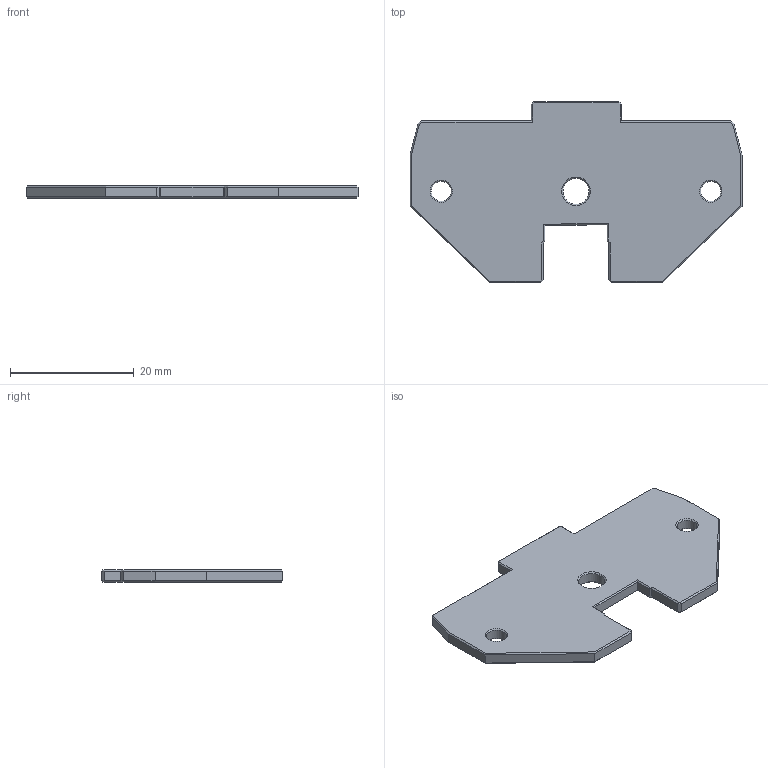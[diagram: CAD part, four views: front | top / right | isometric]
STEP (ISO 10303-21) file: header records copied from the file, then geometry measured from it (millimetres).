
FILE_DESCRIPTION(/* description */ ('STEP AP242'),/* implementation_level */ '2;1');
FILE_NAME(/* name */ 'Crossbow cutter holder + Sherpa Mini Riser- Dragon Burner v1.step',/* time_stamp */ '2025-09-14T20:47:28-05:00',/* author */ (''),/* organization */ (''),/* preprocessor_version */ 'ST-DEVELOPER v20.1',/* originating_system */ 'Autodesk Translation Framework v14.10.0.0',/* authorisation */ '');
FILE_SCHEMA (('AUTOMOTIVE_DESIGN { 1 0 10303 214 3 1 1 }'));
Length unit declared in the file: millimetre
Products named in the file (1): Crossbow cutter holder - WW-BMG (Sherpa-Mini spacing)
Bounding box: 53.59 x 29.19 x 2 mm (x, y, z)
Volume: 2292.2 mm3; surface area: 2651 mm2
Topology: 1 solids, 1 shells, 89 faces, 203 edges, 116 vertices
Faces by surface type: plane 80, cone 6, cylinder 3
Full cylindrical faces by diameter (mm): 3.2 x2, 4.2 x1
Entity records: 2437 total; most frequent: CARTESIAN_POINT 409, ORIENTED_EDGE 406, DIRECTION 395, EDGE_CURVE 203, LINE 191, VECTOR 191, VERTEX_POINT 116, AXIS2_PLACEMENT_3D 102
